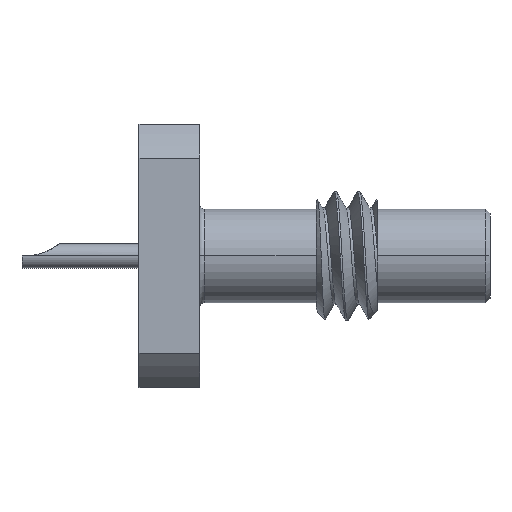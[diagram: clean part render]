
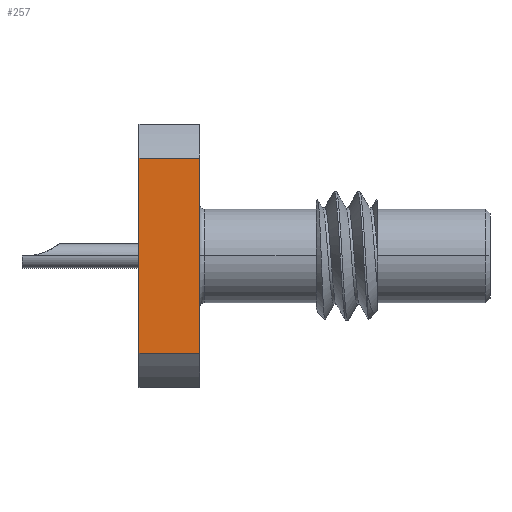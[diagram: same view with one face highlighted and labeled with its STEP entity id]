
A CAD part, top view. The second image highlights one B-rep face of the part: STEP entity #257.
In plain terms, the highlighted planar face has unit normal (0, 0, 1).
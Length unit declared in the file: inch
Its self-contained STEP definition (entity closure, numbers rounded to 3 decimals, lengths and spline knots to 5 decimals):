
#120 = VERTEX_POINT ( 'NONE', #2295 ) ;
#183 = PLANE ( 'NONE',  #750 ) ;
#257 = ADVANCED_FACE ( 'NONE', ( #473 ), #183, .T. ) ;
#349 = VECTOR ( 'NONE', #604, 39.37008 ) ;
#418 = CARTESIAN_POINT ( 'NONE',  ( 0.365, -0.10433, 0.1405 ) ) ;
#470 = CARTESIAN_POINT ( 'NONE',  ( 0.365, 0.10433, 0.1405 ) ) ;
#473 = FACE_OUTER_BOUND ( 'NONE', #1721, .T. ) ;
#578 = CARTESIAN_POINT ( 'NONE',  ( 0.305, -0.10433, 0.1405 ) ) ;
#585 = CARTESIAN_POINT ( 'NONE',  ( 0.43, 0.1405, 0.1405 ) ) ;
#604 = DIRECTION ( 'NONE',  ( 0., 1., 0. ) ) ;
#750 = AXIS2_PLACEMENT_3D ( 'NONE', #1956, #909, #2143 ) ;
#812 = LINE ( 'NONE', #828, #1329 ) ;
#828 = CARTESIAN_POINT ( 'NONE',  ( 0.305, 0.10433, 0.1405 ) ) ;
#909 = DIRECTION ( 'NONE',  ( 0., 0., 1. ) ) ;
#923 = EDGE_CURVE ( 'NONE', #1442, #120, #1803, .T. ) ;
#969 = EDGE_CURVE ( 'NONE', #1385, #1442, #1657, .T. ) ;
#975 = ORIENTED_EDGE ( 'NONE', *, *, #2090, .T. ) ;
#1099 = VECTOR ( 'NONE', #1147, 39.37008 ) ;
#1147 = DIRECTION ( 'NONE',  ( 1., 0., 0. ) ) ;
#1165 = ORIENTED_EDGE ( 'NONE', *, *, #969, .T. ) ;
#1186 = VERTEX_POINT ( 'NONE', #470 ) ;
#1267 = DIRECTION ( 'NONE',  ( 0., 1., 0. ) ) ;
#1329 = VECTOR ( 'NONE', #2019, 39.37008 ) ;
#1385 = VERTEX_POINT ( 'NONE', #418 ) ;
#1442 = VERTEX_POINT ( 'NONE', #2211 ) ;
#1461 = CARTESIAN_POINT ( 'NONE',  ( 0.365, 0.1405, 0.1405 ) ) ;
#1551 = ORIENTED_EDGE ( 'NONE', *, *, #1820, .F. ) ;
#1657 = LINE ( 'NONE', #578, #1099 ) ;
#1721 = EDGE_LOOP ( 'NONE', ( #1551, #1165, #2033, #975 ) ) ;
#1803 = LINE ( 'NONE', #585, #2188 ) ;
#1820 = EDGE_CURVE ( 'NONE', #1385, #1186, #2247, .T. ) ;
#1956 = CARTESIAN_POINT ( 'NONE',  ( 0.43, 0.1405, 0.1405 ) ) ;
#2019 = DIRECTION ( 'NONE',  ( -1., 0., 0. ) ) ;
#2033 = ORIENTED_EDGE ( 'NONE', *, *, #923, .T. ) ;
#2090 = EDGE_CURVE ( 'NONE', #120, #1186, #812, .T. ) ;
#2143 = DIRECTION ( 'NONE',  ( 0., -1., 0. ) ) ;
#2188 = VECTOR ( 'NONE', #1267, 39.37008 ) ;
#2211 = CARTESIAN_POINT ( 'NONE',  ( 0.43, -0.10433, 0.1405 ) ) ;
#2247 = LINE ( 'NONE', #1461, #349 ) ;
#2295 = CARTESIAN_POINT ( 'NONE',  ( 0.43, 0.10433, 0.1405 ) ) ;
